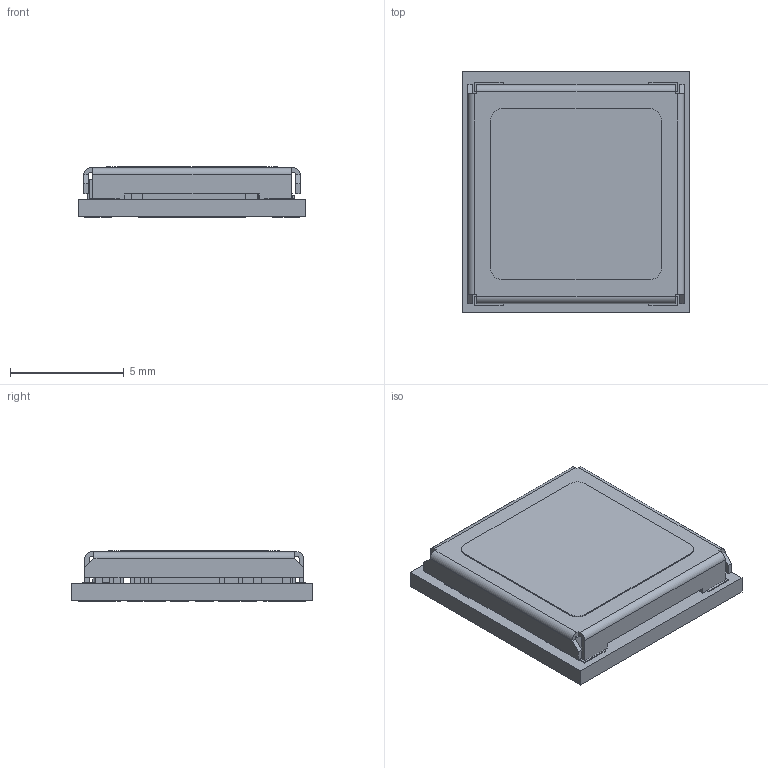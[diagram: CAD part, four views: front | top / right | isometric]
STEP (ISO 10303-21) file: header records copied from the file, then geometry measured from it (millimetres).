
FILE_DESCRIPTION(('STEP AP214'),'1');
FILE_NAME('NINA-B111.stp','2015-11-04T10:19:43',(' '),(' '),'Spatial InterOp 3D',' ',' ');
FILE_SCHEMA(('automotive_design'));
Length unit declared in the file: metre
Products named in the file (51): PCB; 10.6x10.0 PCB; NINA-B111; 1.6x1.2 Crystal; X; Crystal; 2x1.25 Crystal; X2; BLE Electrical Components; R 0201; Part83; C 0201; C0402; Part38; Part39; nRF52832 6x6 mm; L 0201; L 0402; L 0603; NINA-Bxxx Label; NINA-pads; Part9; Shield box; Part49; Shieldbox; Pads; Sside-left-pads
Assembly tree (97 placements, depth 5):
  NINA-B111
    10.6x10.0 PCB
      PCB
        PCB
    BLE Electrical Components
      Crystal
        1.6x1.2 Crystal
          X
        2x1.25 Crystal
          X2
      R 0201
        Part83
        Part83
        Part83
      C 0201  x8
        Part83
        Part83
        Part83
      C 0201  x2
        Part83
        Part83
        Part83
      C0402
        Part38
        Part39
      C0402
        Part38
        Part39
      nRF52832 6x6 mm
      L 0201
        Part83
        Part83
        Part83
      L 0402
        Part38
        Part39
      L 0603
        Part83
        Part83
        Part83
    NINA-Bxxx Label
    NINA-pads
      Part9  x10
      Part9  x20
      Part9  x12
    Shieldbox
      Shield box
        Part49
      Pads
        Sside-left-pads
        Sside-left-pads
Bounding box: 10 x 10.6 x 2.23 mm (x, y, z)
Volume: 148.5 mm3; surface area: 824.9 mm2
Topology: 100 solids, 100 shells, 687 faces, 1431 edges, 946 vertices
Faces by surface type: plane 642, cylinder 37, torus 8
Full cylindrical faces by diameter (mm): 0.8 x1
Entity records: 11381 total; most frequent: DIRECTION 1486, CARTESIAN_POINT 1411, ORIENTED_EDGE 1228, EDGE_CURVE 614, LINE 532, VECTOR 532, AXIS2_PLACEMENT_3D 477, VERTEX_POINT 402
